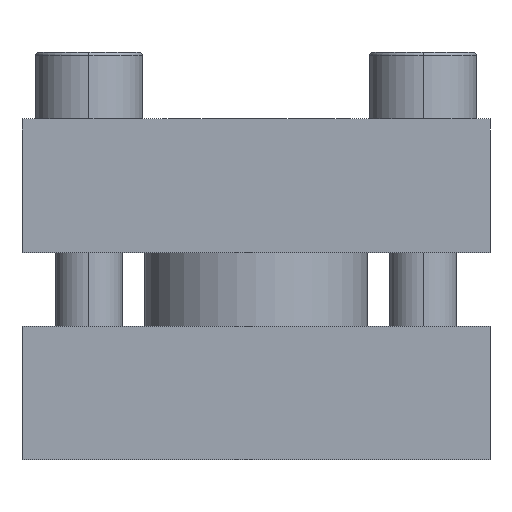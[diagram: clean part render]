
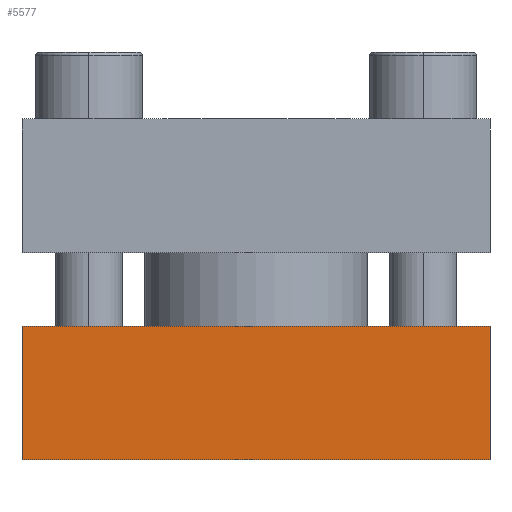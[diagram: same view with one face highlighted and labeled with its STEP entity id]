
A CAD part, front view. The second image highlights one B-rep face of the part: STEP entity #5577.
In plain terms, the highlighted face is planar.
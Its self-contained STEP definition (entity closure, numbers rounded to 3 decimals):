
#32 = VECTOR ( 'NONE', #8720, 1000. ) ;
#136 = VERTEX_POINT ( 'NONE', #2604 ) ;
#406 = CARTESIAN_POINT ( 'NONE',  ( 250., 20., 35. ) ) ;
#422 = LINE ( 'NONE', #8636, #8793 ) ;
#618 = EDGE_CURVE ( 'NONE', #1669, #136, #6636, .T. ) ;
#663 = VERTEX_POINT ( 'NONE', #2644 ) ;
#756 = EDGE_LOOP ( 'NONE', ( #1326, #992, #2522, #1340 ) ) ;
#992 = ORIENTED_EDGE ( 'NONE', *, *, #2171, .F. ) ;
#998 = EDGE_CURVE ( 'NONE', #663, #1669, #1116, .T. ) ;
#1104 = CARTESIAN_POINT ( 'NONE',  ( 250., 20., 35. ) ) ;
#1116 = LINE ( 'NONE', #406, #7480 ) ;
#1326 = ORIENTED_EDGE ( 'NONE', *, *, #618, .T. ) ;
#1340 = ORIENTED_EDGE ( 'NONE', *, *, #998, .T. ) ;
#1417 = AXIS2_PLACEMENT_3D ( 'NONE', #1104, #7807, #1603 ) ;
#1603 = DIRECTION ( 'NONE',  ( 0., 0., 1. ) ) ;
#1669 = VERTEX_POINT ( 'NONE', #8130 ) ;
#1794 = CARTESIAN_POINT ( 'NONE',  ( 250., 20., -35. ) ) ;
#1916 = CARTESIAN_POINT ( 'NONE',  ( 250., 0., 35. ) ) ;
#2171 = EDGE_CURVE ( 'NONE', #3991, #136, #422, .T. ) ;
#2522 = ORIENTED_EDGE ( 'NONE', *, *, #2892, .F. ) ;
#2604 = CARTESIAN_POINT ( 'NONE',  ( 250., 0., -35. ) ) ;
#2606 = DIRECTION ( 'NONE',  ( 0., 0., -1. ) ) ;
#2644 = CARTESIAN_POINT ( 'NONE',  ( 250., 20., 35. ) ) ;
#2892 = EDGE_CURVE ( 'NONE', #663, #3991, #8692, .T. ) ;
#3991 = VERTEX_POINT ( 'NONE', #1794 ) ;
#4528 = FACE_OUTER_BOUND ( 'NONE', #756, .T. ) ;
#5368 = DIRECTION ( 'NONE',  ( 0., -1., 0. ) ) ;
#5577 = ADVANCED_FACE ( 'NONE', ( #4528 ), #7289, .F. ) ;
#5820 = DIRECTION ( 'NONE',  ( 0., -1., 0. ) ) ;
#6481 = VECTOR ( 'NONE', #2606, 1000. ) ;
#6636 = LINE ( 'NONE', #1916, #32 ) ;
#7289 = PLANE ( 'NONE',  #1417 ) ;
#7480 = VECTOR ( 'NONE', #5368, 1000. ) ;
#7807 = DIRECTION ( 'NONE',  ( -1., 0., 0. ) ) ;
#7929 = CARTESIAN_POINT ( 'NONE',  ( 250., 20., 35. ) ) ;
#8130 = CARTESIAN_POINT ( 'NONE',  ( 250., 0., 35. ) ) ;
#8636 = CARTESIAN_POINT ( 'NONE',  ( 250., 20., -35. ) ) ;
#8692 = LINE ( 'NONE', #7929, #6481 ) ;
#8720 = DIRECTION ( 'NONE',  ( 0., 0., -1. ) ) ;
#8793 = VECTOR ( 'NONE', #5820, 1000. ) ;
